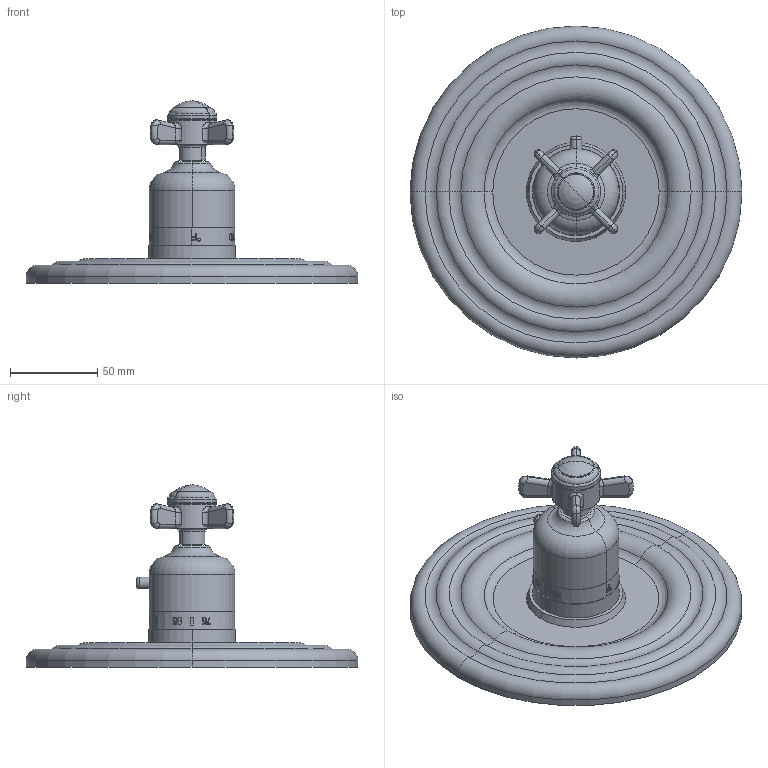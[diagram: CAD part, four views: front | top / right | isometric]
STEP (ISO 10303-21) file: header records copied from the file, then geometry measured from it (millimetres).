
FILE_DESCRIPTION((''),'2;1');
FILE_NAME('3-1004TR','2020-12-02T10:27:48',('jinson.thomas'),(''),'CREO PARAMETRIC BY PTC INC, 2018400','CREO PARAMETRIC BY PTC INC, 2018400','');
FILE_SCHEMA(('CONFIG_CONTROL_DESIGN'));
Length unit declared in the file: inch
Products named in the file (1): 3-1004TR
Bounding box: 190.5 x 190.5 x 104.61 mm (x, y, z)
Volume: 418144.8 mm3; surface area: 77171.6 mm2
Topology: 1 solids, 2 shells, 498 faces, 1324 edges, 849 vertices
Faces by surface type: plane 339, cylinder 59, torus 44, bspline 44, cone 6, sphere 6
Entity records: 18779 total; most frequent: CARTESIAN_POINT 7284, ORIENTED_EDGE 2636, DIRECTION 2054, EDGE_CURVE 1318, VERTEX_POINT 849, AXIS2_PLACEMENT_3D 782, EDGE_LOOP 523, B_SPLINE_CURVE_WITH_KNOTS 500
